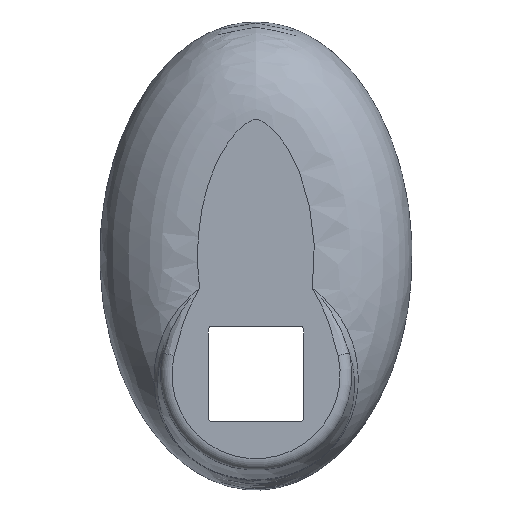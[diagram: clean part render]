
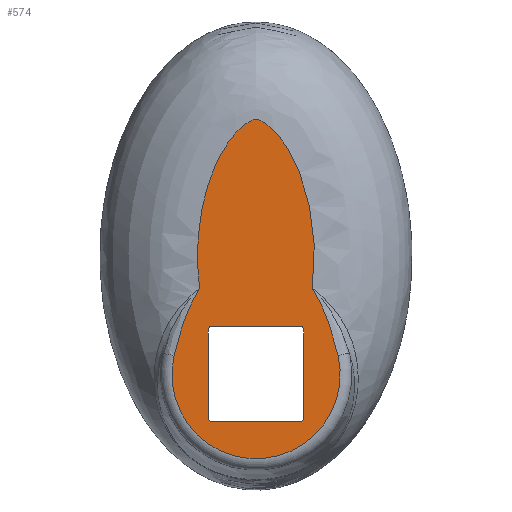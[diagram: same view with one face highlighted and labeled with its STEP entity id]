
A CAD part, front view. The second image highlights one B-rep face of the part: STEP entity #574.
In plain terms, the highlighted planar face has unit normal (0, -1, 0).
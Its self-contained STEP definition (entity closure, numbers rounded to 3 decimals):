
#36=CIRCLE('',#631,1.);
#37=CIRCLE('',#632,1.);
#38=CIRCLE('',#633,1.);
#39=CIRCLE('',#634,1.);
#40=CIRCLE('',#635,21.571);
#60=LINE('',#1302,#78);
#61=LINE('',#1307,#79);
#62=LINE('',#1311,#80);
#63=LINE('',#1315,#81);
#78=VECTOR('',#688,1000.);
#79=VECTOR('',#691,1000.);
#80=VECTOR('',#694,1000.);
#81=VECTOR('',#697,1000.);
#96=PLANE('',#630);
#118=ORIENTED_EDGE('',*,*,#269,.F.);
#119=ORIENTED_EDGE('',*,*,#270,.T.);
#120=ORIENTED_EDGE('',*,*,#271,.F.);
#121=ORIENTED_EDGE('',*,*,#272,.T.);
#122=ORIENTED_EDGE('',*,*,#273,.F.);
#123=ORIENTED_EDGE('',*,*,#274,.T.);
#124=ORIENTED_EDGE('',*,*,#275,.F.);
#125=ORIENTED_EDGE('',*,*,#276,.T.);
#126=ORIENTED_EDGE('',*,*,#277,.T.);
#127=ORIENTED_EDGE('',*,*,#278,.T.);
#128=ORIENTED_EDGE('',*,*,#266,.T.);
#129=ORIENTED_EDGE('',*,*,#279,.T.);
#266=EDGE_CURVE('',#341,#342,#396,.T.);
#269=EDGE_CURVE('',#345,#346,#60,.T.);
#270=EDGE_CURVE('',#345,#347,#36,.T.);
#271=EDGE_CURVE('',#348,#347,#61,.T.);
#272=EDGE_CURVE('',#348,#349,#37,.T.);
#273=EDGE_CURVE('',#350,#349,#62,.T.);
#274=EDGE_CURVE('',#350,#351,#38,.T.);
#275=EDGE_CURVE('',#352,#351,#63,.T.);
#276=EDGE_CURVE('',#352,#346,#39,.T.);
#277=EDGE_CURVE('',#353,#354,#40,.F.);
#278=EDGE_CURVE('',#354,#341,#398,.T.);
#279=EDGE_CURVE('',#342,#353,#399,.F.);
#341=VERTEX_POINT('',#1173);
#342=VERTEX_POINT('',#1174);
#345=VERTEX_POINT('',#1303);
#346=VERTEX_POINT('',#1304);
#347=VERTEX_POINT('',#1306);
#348=VERTEX_POINT('',#1308);
#349=VERTEX_POINT('',#1310);
#350=VERTEX_POINT('',#1312);
#351=VERTEX_POINT('',#1314);
#352=VERTEX_POINT('',#1316);
#353=VERTEX_POINT('',#1319);
#354=VERTEX_POINT('',#1320);
#396=B_SPLINE_CURVE_WITH_KNOTS('',3,(#1175,#1176,#1177,#1178,#1179,#1180,
#1181,#1182,#1183,#1184,#1185,#1186,#1187,#1188,#1189,#1190,#1191,#1192,
#1193,#1194,#1195,#1196,#1197,#1198,#1199,#1200,#1201,#1202,#1203,#1204,
#1205,#1206,#1207),.UNSPECIFIED.,.F.,.F.,(4,1,1,1,1,1,1,1,1,1,1,1,1,1,1,
1,1,1,1,1,1,1,1,1,1,1,1,1,1,1,4),(0.115,0.122,0.128,
0.134,0.14,0.144,0.147,
0.15,0.153,0.156,0.159,0.161,
0.162,0.164,0.165,0.165,
0.166,0.167,0.168,0.17,
0.172,0.175,0.178,0.181,
0.184,0.187,0.19,0.197,
0.203,0.209,0.215),.UNSPECIFIED.);
#398=B_SPLINE_CURVE_WITH_KNOTS('',3,(#1321,#1322,#1323,#1324,#1325),
 .UNSPECIFIED.,.F.,.F.,(4,1,4),(0.,0.009,0.019),
 .UNSPECIFIED.);
#399=B_SPLINE_CURVE_WITH_KNOTS('',3,(#1326,#1327,#1328,#1329,#1330),
 .UNSPECIFIED.,.F.,.F.,(4,1,4),(0.,0.009,0.019),
 .UNSPECIFIED.);
#432=EDGE_LOOP('',(#118,#119,#120,#121,#122,#123,#124,#125));
#433=EDGE_LOOP('',(#126,#127,#128,#129));
#498=FACE_BOUND('',#432,.T.);
#499=FACE_BOUND('',#433,.T.);
#574=ADVANCED_FACE('',(#498,#499),#96,.F.);
#630=AXIS2_PLACEMENT_3D('',#1301,#686,#687);
#631=AXIS2_PLACEMENT_3D('',#1305,#689,#690);
#632=AXIS2_PLACEMENT_3D('',#1309,#692,#693);
#633=AXIS2_PLACEMENT_3D('',#1313,#695,#696);
#634=AXIS2_PLACEMENT_3D('',#1317,#698,#699);
#635=AXIS2_PLACEMENT_3D('',#1318,#700,#701);
#686=DIRECTION('',(0.,1.,0.));
#687=DIRECTION('',(0.,0.,1.));
#688=DIRECTION('',(0.,0.,1.));
#689=DIRECTION('',(0.,1.,0.));
#690=DIRECTION('',(0.,0.,1.));
#691=DIRECTION('',(1.,0.,0.));
#692=DIRECTION('',(0.,1.,0.));
#693=DIRECTION('',(0.,0.,1.));
#694=DIRECTION('',(0.,0.,-1.));
#695=DIRECTION('',(0.,1.,0.));
#696=DIRECTION('',(0.,0.,1.));
#697=DIRECTION('',(-1.,0.,0.));
#698=DIRECTION('',(0.,1.,0.));
#699=DIRECTION('',(0.,0.,1.));
#700=DIRECTION('',(0.,1.,0.));
#701=DIRECTION('',(0.,0.,1.));
#1173=CARTESIAN_POINT('',(14.458,-26.189,-10.115));
#1174=CARTESIAN_POINT('',(-14.479,-26.189,-10.145));
#1175=CARTESIAN_POINT('',(14.458,-26.189,-10.115));
#1176=CARTESIAN_POINT('',(14.715,-26.189,-8.134));
#1177=CARTESIAN_POINT('',(15.042,-26.189,-4.124));
#1178=CARTESIAN_POINT('',(14.971,-26.189,1.912));
#1179=CARTESIAN_POINT('',(14.347,-26.189,7.857));
#1180=CARTESIAN_POINT('',(13.349,-26.189,12.754));
#1181=CARTESIAN_POINT('',(12.219,-26.189,16.638));
#1182=CARTESIAN_POINT('',(11.205,-26.189,19.484));
#1183=CARTESIAN_POINT('',(10.007,-26.189,22.262));
#1184=CARTESIAN_POINT('',(8.604,-26.189,24.952));
#1185=CARTESIAN_POINT('',(6.993,-26.189,27.48));
#1186=CARTESIAN_POINT('',(5.44,-26.189,29.436));
#1187=CARTESIAN_POINT('',(4.018,-26.189,30.877));
#1188=CARTESIAN_POINT('',(2.844,-26.189,31.866));
#1189=CARTESIAN_POINT('',(1.77,-26.189,32.567));
#1190=CARTESIAN_POINT('',(0.848,-26.189,32.981));
#1191=CARTESIAN_POINT('',(0.091,-26.189,33.193));
#1192=CARTESIAN_POINT('',(-0.685,-26.189,33.053));
#1193=CARTESIAN_POINT('',(-1.636,-26.189,32.654));
#1194=CARTESIAN_POINT('',(-2.713,-26.189,31.982));
#1195=CARTESIAN_POINT('',(-3.905,-26.189,31.004));
#1196=CARTESIAN_POINT('',(-5.345,-26.189,29.574));
#1197=CARTESIAN_POINT('',(-6.935,-26.189,27.602));
#1198=CARTESIAN_POINT('',(-8.588,-26.189,25.023));
#1199=CARTESIAN_POINT('',(-9.991,-26.189,22.348));
#1200=CARTESIAN_POINT('',(-11.193,-26.189,19.578));
#1201=CARTESIAN_POINT('',(-12.215,-26.189,16.728));
#1202=CARTESIAN_POINT('',(-13.357,-26.189,12.824));
#1203=CARTESIAN_POINT('',(-14.365,-26.189,7.905));
#1204=CARTESIAN_POINT('',(-14.995,-26.189,1.934));
#1205=CARTESIAN_POINT('',(-15.068,-26.189,-4.12));
#1206=CARTESIAN_POINT('',(-14.738,-26.189,-8.157));
#1207=CARTESIAN_POINT('',(-14.479,-26.189,-10.145));
#1301=CARTESIAN_POINT('',(-0.013,-26.189,-1.863));
#1302=CARTESIAN_POINT('',(12.25,-26.189,-44.318));
#1303=CARTESIAN_POINT('',(12.25,-26.189,-43.318));
#1304=CARTESIAN_POINT('',(12.25,-26.189,-20.818));
#1305=CARTESIAN_POINT('',(11.25,-26.189,-43.318));
#1306=CARTESIAN_POINT('',(11.25,-26.189,-44.318));
#1307=CARTESIAN_POINT('',(-12.25,-26.189,-44.318));
#1308=CARTESIAN_POINT('',(-11.25,-26.189,-44.318));
#1309=CARTESIAN_POINT('',(-11.25,-26.189,-43.318));
#1310=CARTESIAN_POINT('',(-12.25,-26.189,-43.318));
#1311=CARTESIAN_POINT('',(-12.25,-26.189,-19.818));
#1312=CARTESIAN_POINT('',(-12.25,-26.189,-20.818));
#1313=CARTESIAN_POINT('',(-11.25,-26.189,-20.818));
#1314=CARTESIAN_POINT('',(-11.25,-26.189,-19.818));
#1315=CARTESIAN_POINT('',(12.25,-26.189,-19.818));
#1316=CARTESIAN_POINT('',(11.25,-26.189,-19.818));
#1317=CARTESIAN_POINT('',(11.25,-26.189,-20.818));
#1318=CARTESIAN_POINT('',(0.012,-26.189,-32.247));
#1319=CARTESIAN_POINT('',(-21.017,-26.189,-27.445));
#1320=CARTESIAN_POINT('',(21.026,-26.189,-27.376));
#1321=CARTESIAN_POINT('',(21.026,-26.189,-27.376));
#1322=CARTESIAN_POINT('',(20.327,-26.189,-24.362));
#1323=CARTESIAN_POINT('',(18.707,-26.189,-18.401));
#1324=CARTESIAN_POINT('',(16.103,-26.189,-12.728));
#1325=CARTESIAN_POINT('',(14.458,-26.189,-10.115));
#1326=CARTESIAN_POINT('',(-21.017,-26.189,-27.445));
#1327=CARTESIAN_POINT('',(-20.327,-26.189,-24.424));
#1328=CARTESIAN_POINT('',(-18.724,-26.189,-18.465));
#1329=CARTESIAN_POINT('',(-16.121,-26.189,-12.763));
#1330=CARTESIAN_POINT('',(-14.479,-26.189,-10.145));
